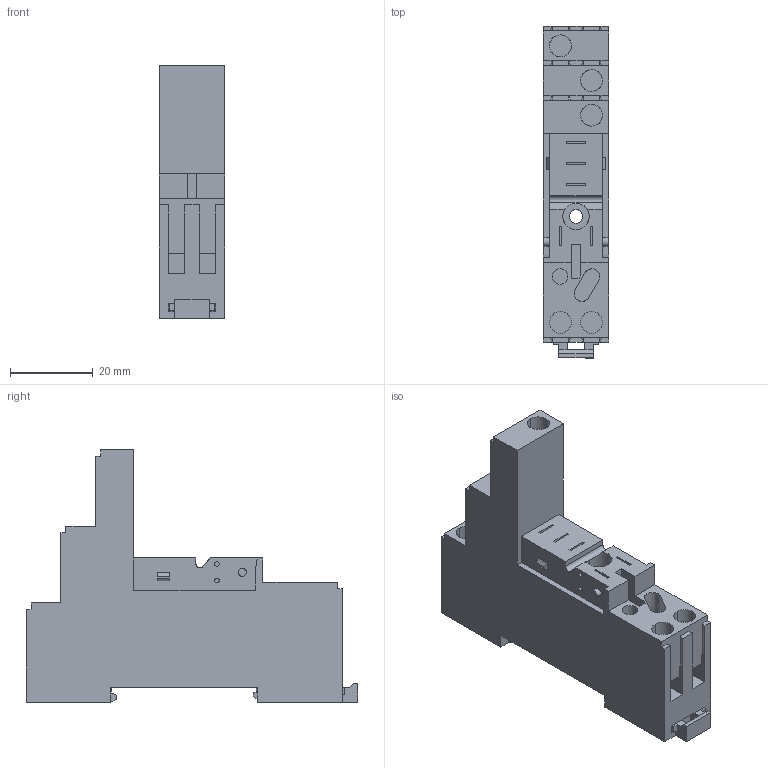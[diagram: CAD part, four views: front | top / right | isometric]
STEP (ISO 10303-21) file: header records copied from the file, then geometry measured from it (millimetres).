
FILE_DESCRIPTION(('CATIA V5R24 STEP','CAx-IF Rec.Pracs.--- Model Styling and Organization---1.2---2011-12-15'),'2;1');
FILE_NAME ('8055063_4', '2016-01-18T14:19:48+00:00', ('Weidmueller Interface'), ('Weidmueller'), 'CATIA Version 5-6 Release 2014 SP4', 'CATIA V5 STEP AP214', 'none');
FILE_SCHEMA(('AUTOMOTIVE_DESIGN { 1 0 10303 214 1 1 1 1 }'));
Length unit declared in the file: millimetre
Products named in the file (1): S3D_SDI_1CO
Bounding box: 15.8 x 80.15 x 61 mm (x, y, z)
Volume: 38051.5 mm3; surface area: 13476.3 mm2
Topology: 2 solids, 2 shells, 312 faces, 876 edges, 588 vertices
Faces by surface type: plane 274, cylinder 36, extrusion 2
Entity records: 10087 total; most frequent: CARTESIAN_POINT 2145, ORIENTED_EDGE 1752, DIRECTION 1250, EDGE_CURVE 876, VECTOR 716, LINE 714, VERTEX_POINT 588, EDGE_LOOP 338
